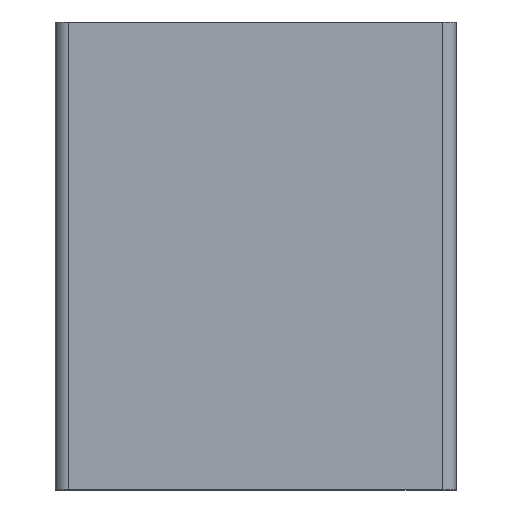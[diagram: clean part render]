
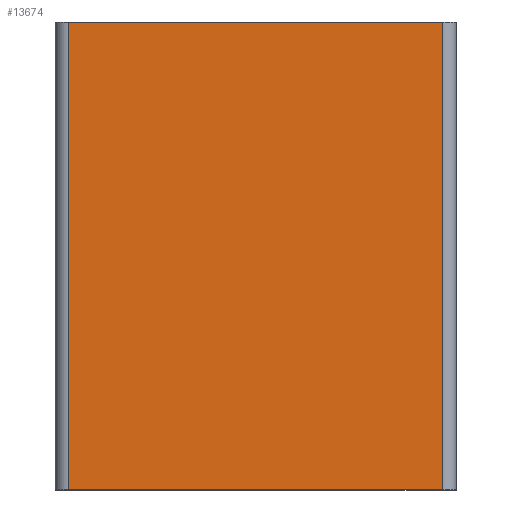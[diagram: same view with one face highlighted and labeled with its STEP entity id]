
A CAD part, top view. The second image highlights one B-rep face of the part: STEP entity #13674.
In plain terms, the highlighted planar face has unit normal (0, 0, 1).
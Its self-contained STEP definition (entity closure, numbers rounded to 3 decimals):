
#95 = CARTESIAN_POINT ( 'NONE',  ( -2.8, 3.5, 1.25 ) ) ;
#328 = DIRECTION ( 'NONE',  ( 1., 0., 0. ) ) ;
#819 = VECTOR ( 'NONE', #1327, 1000. ) ;
#1096 = EDGE_CURVE ( 'NONE', #8831, #12403, #4624, .T. ) ;
#1282 = EDGE_CURVE ( 'NONE', #13085, #8831, #3910, .T. ) ;
#1327 = DIRECTION ( 'NONE',  ( 0., -1., 0. ) ) ;
#2399 = ORIENTED_EDGE ( 'NONE', *, *, #6382, .T. ) ;
#2860 = DIRECTION ( 'NONE',  ( -1., 0., 0. ) ) ;
#3046 = DIRECTION ( 'NONE',  ( 1., 0., 0. ) ) ;
#3575 = DIRECTION ( 'NONE',  ( 0., 1., 0. ) ) ;
#3910 = LINE ( 'NONE', #9995, #12328 ) ;
#4112 = CARTESIAN_POINT ( 'NONE',  ( 0., 0., 1.25 ) ) ;
#4594 = ORIENTED_EDGE ( 'NONE', *, *, #12743, .T. ) ;
#4624 = LINE ( 'NONE', #13355, #819 ) ;
#5361 = FACE_OUTER_BOUND ( 'NONE', #6385, .T. ) ;
#5387 = VECTOR ( 'NONE', #3575, 1000. ) ;
#6286 = PLANE ( 'NONE',  #10629 ) ;
#6382 = EDGE_CURVE ( 'NONE', #13083, #13085, #13156, .T. ) ;
#6385 = EDGE_LOOP ( 'NONE', ( #4594, #2399, #9060, #6744 ) ) ;
#6744 = ORIENTED_EDGE ( 'NONE', *, *, #1096, .T. ) ;
#8831 = VERTEX_POINT ( 'NONE', #95 ) ;
#9060 = ORIENTED_EDGE ( 'NONE', *, *, #1282, .T. ) ;
#9128 = CARTESIAN_POINT ( 'NONE',  ( 2.8, 3.5, 1.25 ) ) ;
#9809 = LINE ( 'NONE', #10886, #12045 ) ;
#9995 = CARTESIAN_POINT ( 'NONE',  ( -3., 3.5, 1.25 ) ) ;
#10198 = CARTESIAN_POINT ( 'NONE',  ( 2.8, -3.5, 1.25 ) ) ;
#10629 = AXIS2_PLACEMENT_3D ( 'NONE', #4112, #11908, #3046 ) ;
#10886 = CARTESIAN_POINT ( 'NONE',  ( -3., -3.5, 1.25 ) ) ;
#11810 = CARTESIAN_POINT ( 'NONE',  ( -2.8, -3.5, 1.25 ) ) ;
#11908 = DIRECTION ( 'NONE',  ( 0., 0., 1. ) ) ;
#12045 = VECTOR ( 'NONE', #328, 1000. ) ;
#12328 = VECTOR ( 'NONE', #2860, 1000. ) ;
#12403 = VERTEX_POINT ( 'NONE', #11810 ) ;
#12743 = EDGE_CURVE ( 'NONE', #12403, #13083, #9809, .T. ) ;
#13083 = VERTEX_POINT ( 'NONE', #10198 ) ;
#13085 = VERTEX_POINT ( 'NONE', #9128 ) ;
#13093 = CARTESIAN_POINT ( 'NONE',  ( 2.8, 3.5, 1.25 ) ) ;
#13156 = LINE ( 'NONE', #13093, #5387 ) ;
#13355 = CARTESIAN_POINT ( 'NONE',  ( -2.8, -3.5, 1.25 ) ) ;
#13674 = ADVANCED_FACE ( 'NONE', ( #5361 ), #6286, .T. ) ;
